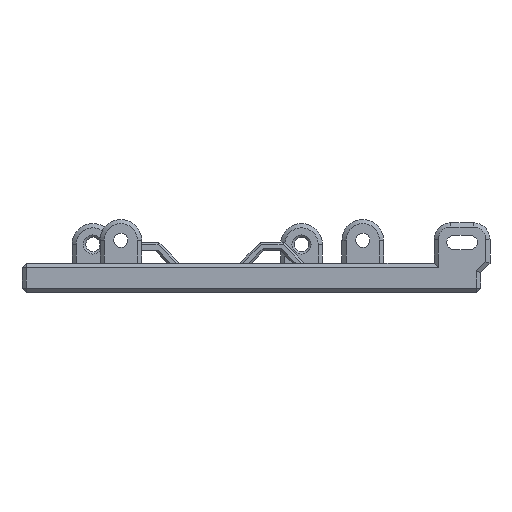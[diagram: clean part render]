
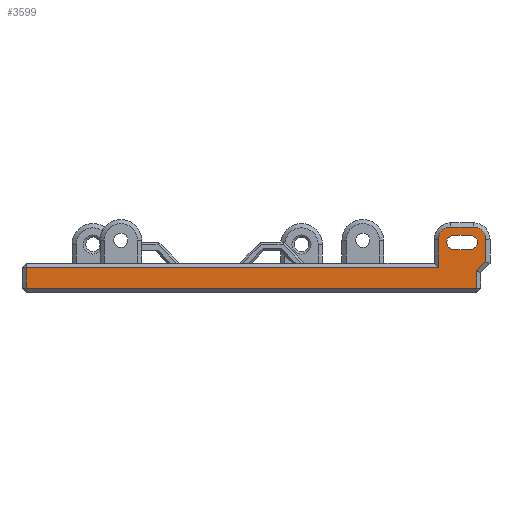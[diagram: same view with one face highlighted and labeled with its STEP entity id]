
A CAD part, left-side view. The second image highlights one B-rep face of the part: STEP entity #3599.
In plain terms, the highlighted planar face has unit normal (-1, 0, 0).
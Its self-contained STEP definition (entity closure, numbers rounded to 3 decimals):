
#52=FACE_BOUND('',#661,.T.);
#189=CIRCLE('',#3902,3.);
#191=CIRCLE('',#3906,3.);
#192=CIRCLE('',#3924,1.7);
#193=CIRCLE('',#3925,1.7);
#416=FACE_OUTER_BOUND('',#660,.T.);
#660=EDGE_LOOP('',(#3077,#3078,#3079,#3080,#3081,#3082,#3083,#3084,#3085,
#3086));
#661=EDGE_LOOP('',(#3087,#3088,#3089,#3090));
#1022=LINE('',#5794,#1407);
#1026=LINE('',#5802,#1411);
#1028=LINE('',#5807,#1413);
#1032=LINE('',#5816,#1417);
#1036=LINE('',#5823,#1421);
#1039=LINE('',#5834,#1424);
#1042=LINE('',#5843,#1427);
#1044=LINE('',#5846,#1429);
#1060=LINE('',#5885,#1445);
#1061=LINE('',#5888,#1446);
#1407=VECTOR('',#4754,10.);
#1411=VECTOR('',#4762,10.);
#1413=VECTOR('',#4768,10.);
#1417=VECTOR('',#4774,10.);
#1421=VECTOR('',#4780,10.);
#1424=VECTOR('',#4791,10.);
#1427=VECTOR('',#4802,10.);
#1429=VECTOR('',#4806,10.);
#1445=VECTOR('',#4854,10.);
#1446=VECTOR('',#4857,10.);
#1728=VERTEX_POINT('',#5780);
#1730=VERTEX_POINT('',#5789);
#1731=VERTEX_POINT('',#5796);
#1733=VERTEX_POINT('',#5806);
#1736=VERTEX_POINT('',#5813);
#1737=VERTEX_POINT('',#5815);
#1739=VERTEX_POINT('',#5821);
#1741=VERTEX_POINT('',#5827);
#1743=VERTEX_POINT('',#5832);
#1745=VERTEX_POINT('',#5839);
#1750=VERTEX_POINT('',#5881);
#1751=VERTEX_POINT('',#5882);
#1752=VERTEX_POINT('',#5884);
#1753=VERTEX_POINT('',#5886);
#2178=EDGE_CURVE('',#1728,#1730,#1022,.T.);
#2182=EDGE_CURVE('',#1731,#1728,#1026,.T.);
#2184=EDGE_CURVE('',#1730,#1733,#1028,.T.);
#2188=EDGE_CURVE('',#1736,#1737,#1032,.T.);
#2192=EDGE_CURVE('',#1739,#1736,#1036,.T.);
#2195=EDGE_CURVE('',#1741,#1739,#189,.T.);
#2197=EDGE_CURVE('',#1743,#1741,#1039,.T.);
#2201=EDGE_CURVE('',#1745,#1743,#191,.T.);
#2202=EDGE_CURVE('',#1733,#1745,#1042,.T.);
#2204=EDGE_CURVE('',#1737,#1731,#1044,.T.);
#2220=EDGE_CURVE('',#1750,#1751,#192,.T.);
#2221=EDGE_CURVE('',#1751,#1752,#1060,.T.);
#2222=EDGE_CURVE('',#1752,#1753,#193,.T.);
#2223=EDGE_CURVE('',#1753,#1750,#1061,.T.);
#3077=ORIENTED_EDGE('',*,*,#2188,.F.);
#3078=ORIENTED_EDGE('',*,*,#2192,.F.);
#3079=ORIENTED_EDGE('',*,*,#2195,.F.);
#3080=ORIENTED_EDGE('',*,*,#2197,.F.);
#3081=ORIENTED_EDGE('',*,*,#2201,.F.);
#3082=ORIENTED_EDGE('',*,*,#2202,.F.);
#3083=ORIENTED_EDGE('',*,*,#2184,.F.);
#3084=ORIENTED_EDGE('',*,*,#2178,.F.);
#3085=ORIENTED_EDGE('',*,*,#2182,.F.);
#3086=ORIENTED_EDGE('',*,*,#2204,.F.);
#3087=ORIENTED_EDGE('',*,*,#2220,.T.);
#3088=ORIENTED_EDGE('',*,*,#2221,.T.);
#3089=ORIENTED_EDGE('',*,*,#2222,.T.);
#3090=ORIENTED_EDGE('',*,*,#2223,.T.);
#3397=PLANE('',#3923);
#3599=ADVANCED_FACE('',(#416,#52),#3397,.T.);
#3902=AXIS2_PLACEMENT_3D('',#5829,#4786,#4787);
#3906=AXIS2_PLACEMENT_3D('',#5841,#4798,#4799);
#3923=AXIS2_PLACEMENT_3D('',#5880,#4850,#4851);
#3924=AXIS2_PLACEMENT_3D('',#5883,#4852,#4853);
#3925=AXIS2_PLACEMENT_3D('',#5887,#4855,#4856);
#4754=DIRECTION('',(0.,0.,1.));
#4762=DIRECTION('',(0.,1.,0.));
#4768=DIRECTION('',(0.,-1.,0.));
#4774=DIRECTION('',(0.,0.707,-0.707));
#4780=DIRECTION('',(0.,0.,-1.));
#4786=DIRECTION('center_axis',(1.,0.,0.));
#4787=DIRECTION('ref_axis',(0.,-0.707,0.707));
#4791=DIRECTION('',(0.,-1.,0.));
#4798=DIRECTION('center_axis',(1.,0.,0.));
#4799=DIRECTION('ref_axis',(0.,0.707,0.707));
#4802=DIRECTION('',(0.,0.,1.));
#4806=DIRECTION('',(0.,0.,-1.));
#4850=DIRECTION('center_axis',(-1.,0.,0.));
#4851=DIRECTION('ref_axis',(0.,-1.,0.));
#4852=DIRECTION('center_axis',(1.,0.,0.));
#4853=DIRECTION('ref_axis',(0.,-1.,0.));
#4854=DIRECTION('',(0.,1.,0.));
#4855=DIRECTION('center_axis',(1.,0.,0.));
#4856=DIRECTION('ref_axis',(0.,-1.,0.));
#4857=DIRECTION('',(0.,-1.,0.));
#5780=CARTESIAN_POINT('',(0.,109.,1.));
#5789=CARTESIAN_POINT('',(0.,109.,6.));
#5794=CARTESIAN_POINT('',(0.,109.,0.));
#5796=CARTESIAN_POINT('',(0.,1.,1.));
#5802=CARTESIAN_POINT('',(0.,82.5,1.));
#5806=CARTESIAN_POINT('',(0.,10.2,6.));
#5807=CARTESIAN_POINT('',(0.,82.5,6.));
#5813=CARTESIAN_POINT('',(0.,-1.2,7.414));
#5815=CARTESIAN_POINT('',(0.,1.,5.214));
#5816=CARTESIAN_POINT('',(0.,28.307,-22.093));
#5821=CARTESIAN_POINT('',(0.,-1.2,12.7));
#5823=CARTESIAN_POINT('',(0.,-1.2,8.35));
#5827=CARTESIAN_POINT('',(0.,1.8,15.7));
#5829=CARTESIAN_POINT('Origin',(0.,1.8,12.7));
#5832=CARTESIAN_POINT('',(0.,7.2,15.7));
#5834=CARTESIAN_POINT('',(0.,60.6,15.7));
#5839=CARTESIAN_POINT('',(0.,10.2,12.7));
#5841=CARTESIAN_POINT('Origin',(0.,7.2,12.7));
#5843=CARTESIAN_POINT('',(0.,10.2,3.5));
#5846=CARTESIAN_POINT('',(0.,1.,0.));
#5880=CARTESIAN_POINT('Origin',(0.,110.,0.));
#5881=CARTESIAN_POINT('',(0.,2.5,13.7));
#5882=CARTESIAN_POINT('',(0.,2.5,10.3));
#5883=CARTESIAN_POINT('Origin',(0.,2.5,12.));
#5884=CARTESIAN_POINT('',(0.,6.5,10.3));
#5885=CARTESIAN_POINT('',(0.,6.5,10.3));
#5886=CARTESIAN_POINT('',(0.,6.5,13.7));
#5887=CARTESIAN_POINT('Origin',(0.,6.5,12.));
#5888=CARTESIAN_POINT('',(0.,2.5,13.7));
